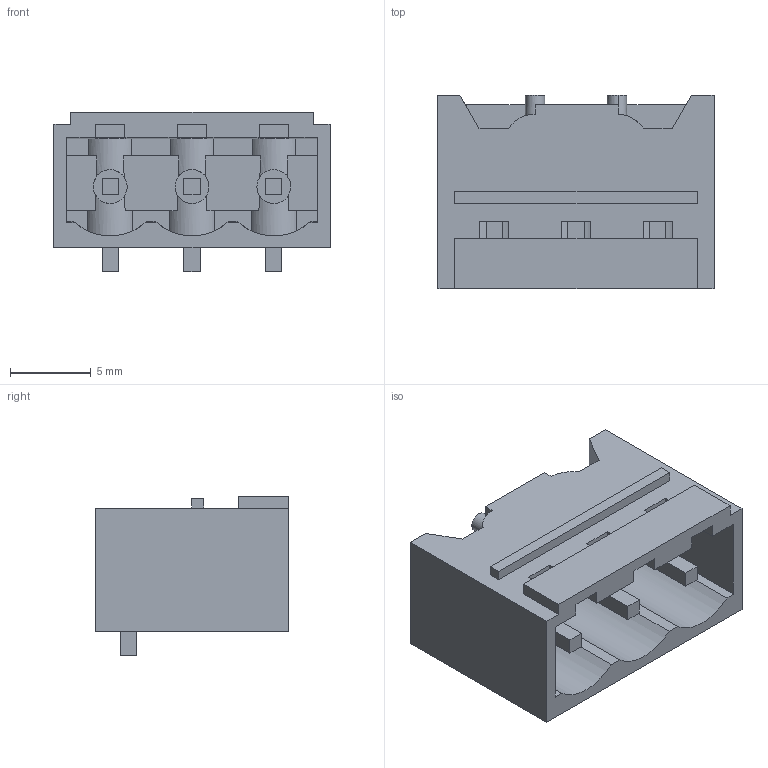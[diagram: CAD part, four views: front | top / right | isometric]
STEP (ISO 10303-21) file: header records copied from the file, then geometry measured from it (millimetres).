
FILE_DESCRIPTION(('CATIA V5 STEP Exchange','CAx-IF Rec.Pracs.--- Model Styling and Organization---1.4--- 2014-01-23'),'2;1');
FILE_NAME ('D1455852_2', '2022-05-19T12:22:20+00:00', ('none'), ('Weidmueller'), 'CATIA Version 5-6 Release 2016 SP3 HF44', 'CATIA V5 STEP AP214', 'none');
FILE_SCHEMA(('AUTOMOTIVE_DESIGN { 1 0 10303 214 1 1 1 1 }'));
Length unit declared in the file: millimetre
Products named in the file (1): 1775012001
Bounding box: 17.14 x 12 x 9.93 mm (x, y, z)
Volume: 702.5 mm3; surface area: 1582.8 mm2
Topology: 4 solids, 4 shells, 196 faces, 609 edges, 416 vertices
Faces by surface type: plane 166, cylinder 26, extrusion 4
Entity records: 6875 total; most frequent: CARTESIAN_POINT 1527, ORIENTED_EDGE 1218, DIRECTION 833, EDGE_CURVE 609, VECTOR 481, LINE 477, VERTEX_POINT 416, EDGE_LOOP 205
